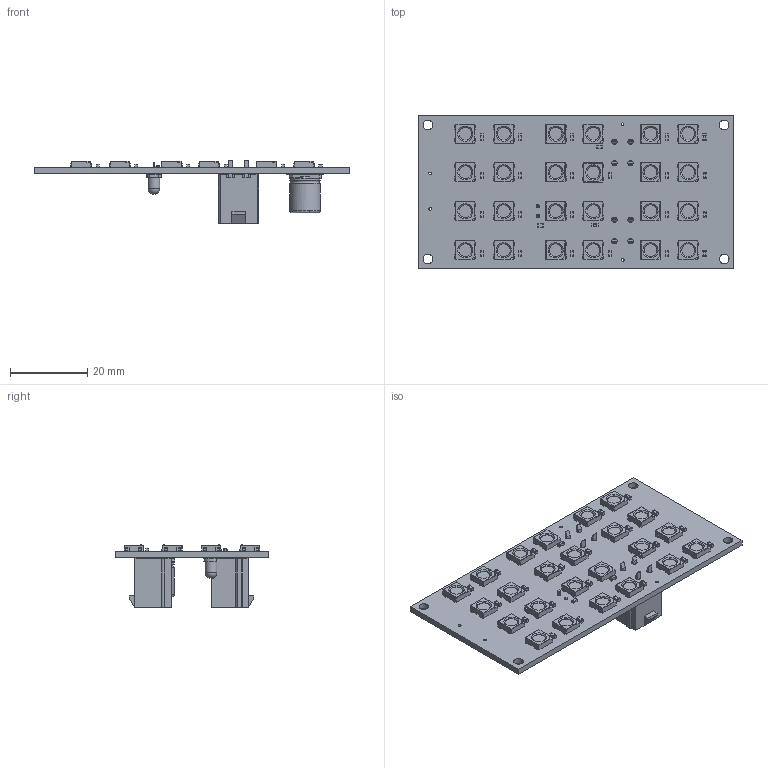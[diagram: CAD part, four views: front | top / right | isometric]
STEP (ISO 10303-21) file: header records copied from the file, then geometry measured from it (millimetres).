
FILE_DESCRIPTION(('KiCad electronic assembly'),'2;1');
FILE_NAME('CAUTION LIGHTS PANEL.step','2023-05-05T10:16:09',('Pcbnew'),( 'Kicad'),'Open CASCADE STEP processor 7.6','KiCad to STEP converter' ,'Unknown');
FILE_SCHEMA(('AUTOMOTIVE_DESIGN { 1 0 10303 214 1 1 1 1 }'));
Length unit declared in the file: millimetre
Products named in the file (14): CAUTION LIGHTS PANEL 1; LED_WS2812B_PLCC4_5.0x5.0mm_P3.2mm; SOLID; C_0603_1608Metric; R_0603_1608Metric; CP_Elec_8x10; Molex_Mini-Fit_Jr_5566-04A_2x02_P4.20mm_Vertical; LED_D3.0mm_GREEN; CAUTION LIGHTS PANEL PCB
Assembly tree (60 placements, depth 3):
  CAUTION LIGHTS PANEL 1
    LED_WS2812B_PLCC4_5.0x5.0mm_P3.2mm  x24
      SOLID
    C_0603_1608Metric  x24
      SOLID
    R_0603_1608Metric
      SOLID
    CP_Elec_8x10
      SOLID
    Molex_Mini-Fit_Jr_5566-04A_2x02_P4.20mm_Vertical  x2
      SOLID
    LED_D3.0mm_GREEN
      SOLID
    CAUTION LIGHTS PANEL PCB
Bounding box: 81.88 x 39.82 x 16.3 mm (x, y, z)
Volume: 7961.3 mm3; surface area: 12583.3 mm2
Topology: 54 solids, 54 shells, 2669 faces, 7511 edges, 4952 vertices
Faces by surface type: plane 1781, cylinder 856, cone 24, torus 4, bspline 2, revolution 1, sphere 1
Full cylindrical faces by diameter (mm): 0.7 x4, 0.9 x2, 1.4 x8, 2.5 x4, 3 x1, 3.333 x24, 8 x2
Entity records: 24690 total; most frequent: CARTESIAN_POINT 4827, DIRECTION 3492, LINE 2353, VECTOR 2353, ORIENTED_EDGE 1780, PCURVE 1780, DEFINITIONAL_REPRESENTATION 1780, EDGE_CURVE 890
